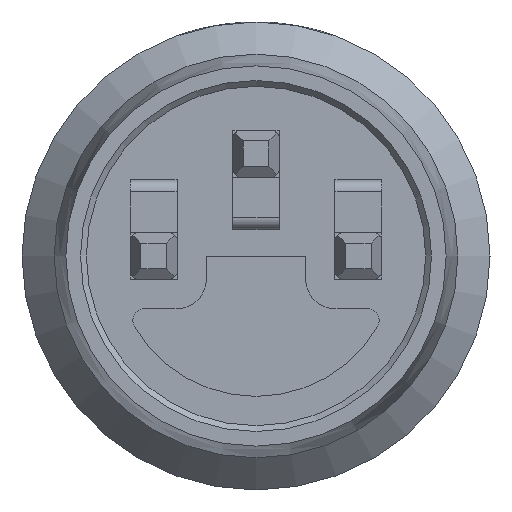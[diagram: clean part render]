
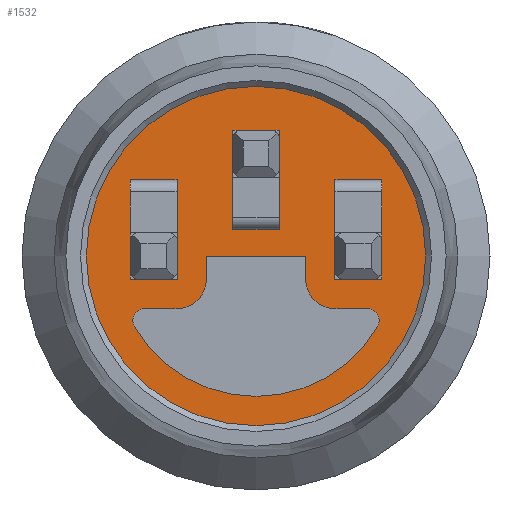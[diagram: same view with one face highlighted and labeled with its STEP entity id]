
A CAD part, left-side view. The second image highlights one B-rep face of the part: STEP entity #1532.
In plain terms, the highlighted planar face has unit normal (-1, 0, 0).
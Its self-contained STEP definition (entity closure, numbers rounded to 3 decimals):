
#85=LINE($,#2289,#234);
#94=LINE($,#2346,#243);
#96=LINE($,#2354,#245);
#97=LINE($,#2362,#246);
#98=LINE($,#2366,#247);
#99=LINE($,#2367,#248);
#100=LINE($,#2370,#249);
#101=LINE($,#2372,#250);
#102=LINE($,#2374,#251);
#103=LINE($,#2375,#252);
#104=LINE($,#2377,#253);
#105=LINE($,#2379,#254);
#106=LINE($,#2380,#255);
#107=LINE($,#2383,#256);
#108=LINE($,#2385,#257);
#109=LINE($,#2387,#258);
#110=LINE($,#2388,#259);
#234=VECTOR($,#1810,1.7);
#243=VECTOR($,#1825,0.4);
#245=VECTOR($,#1833,0.555);
#246=VECTOR($,#1840,0.555);
#247=VECTOR($,#1843,0.4);
#248=VECTOR($,#1844,1.7);
#249=VECTOR($,#1845,1.7);
#250=VECTOR($,#1846,0.8);
#251=VECTOR($,#1847,1.7);
#252=VECTOR($,#1848,0.8);
#253=VECTOR($,#1849,0.8);
#254=VECTOR($,#1850,1.7);
#255=VECTOR($,#1851,0.8);
#256=VECTOR($,#1852,1.7);
#257=VECTOR($,#1853,0.8);
#258=VECTOR($,#1854,1.7);
#259=VECTOR($,#1855,0.8);
#379=FACE_BOUND($,#501,.T.);
#380=FACE_BOUND($,#502,.T.);
#381=FACE_BOUND($,#503,.T.);
#382=FACE_BOUND($,#504,.T.);
#407=FACE_OUTER_BOUND($,#500,.T.);
#500=EDGE_LOOP($,(#1055));
#501=EDGE_LOOP($,(#1056,#1057,#1058,#1059,#1060,#1061,#1062,#1063,#1064,
#1065));
#502=EDGE_LOOP($,(#1066,#1067,#1068,#1069));
#503=EDGE_LOOP($,(#1070,#1071,#1072,#1073));
#504=EDGE_LOOP($,(#1074,#1075,#1076,#1077));
#612=CIRCLE($,#1634,2.9);
#613=CIRCLE($,#1635,0.5);
#614=CIRCLE($,#1636,0.2);
#615=CIRCLE($,#1637,2.4);
#616=CIRCLE($,#1638,0.2);
#617=CIRCLE($,#1639,0.5);
#662=VERTEX_POINT($,#2286);
#663=VERTEX_POINT($,#2288);
#673=VERTEX_POINT($,#2343);
#674=VERTEX_POINT($,#2345);
#675=VERTEX_POINT($,#2349);
#676=VERTEX_POINT($,#2351);
#677=VERTEX_POINT($,#2353);
#678=VERTEX_POINT($,#2355);
#679=VERTEX_POINT($,#2357);
#680=VERTEX_POINT($,#2359);
#681=VERTEX_POINT($,#2361);
#682=VERTEX_POINT($,#2363);
#683=VERTEX_POINT($,#2365);
#684=VERTEX_POINT($,#2368);
#685=VERTEX_POINT($,#2369);
#686=VERTEX_POINT($,#2371);
#687=VERTEX_POINT($,#2373);
#688=VERTEX_POINT($,#2376);
#689=VERTEX_POINT($,#2378);
#690=VERTEX_POINT($,#2381);
#691=VERTEX_POINT($,#2382);
#692=VERTEX_POINT($,#2384);
#693=VERTEX_POINT($,#2386);
#818=EDGE_CURVE($,#662,#663,#85,.T.);
#829=EDGE_CURVE($,#673,#674,#94,.T.);
#831=EDGE_CURVE($,#675,#675,#612,.T.);
#832=EDGE_CURVE($,#673,#676,#613,.T.);
#833=EDGE_CURVE($,#677,#676,#96,.T.);
#834=EDGE_CURVE($,#677,#678,#614,.F.);
#835=EDGE_CURVE($,#679,#678,#615,.T.);
#836=EDGE_CURVE($,#679,#680,#616,.F.);
#837=EDGE_CURVE($,#681,#680,#97,.T.);
#838=EDGE_CURVE($,#681,#682,#617,.T.);
#839=EDGE_CURVE($,#683,#682,#98,.T.);
#840=EDGE_CURVE($,#674,#683,#99,.T.);
#841=EDGE_CURVE($,#684,#685,#100,.T.);
#842=EDGE_CURVE($,#686,#684,#101,.T.);
#843=EDGE_CURVE($,#686,#687,#102,.T.);
#844=EDGE_CURVE($,#685,#687,#103,.T.);
#845=EDGE_CURVE($,#688,#662,#104,.T.);
#846=EDGE_CURVE($,#688,#689,#105,.T.);
#847=EDGE_CURVE($,#663,#689,#106,.T.);
#848=EDGE_CURVE($,#690,#691,#107,.T.);
#849=EDGE_CURVE($,#692,#690,#108,.T.);
#850=EDGE_CURVE($,#692,#693,#109,.T.);
#851=EDGE_CURVE($,#691,#693,#110,.T.);
#1055=ORIENTED_EDGE($,*,*,#831,.T.);
#1056=ORIENTED_EDGE($,*,*,#829,.F.);
#1057=ORIENTED_EDGE($,*,*,#832,.T.);
#1058=ORIENTED_EDGE($,*,*,#833,.F.);
#1059=ORIENTED_EDGE($,*,*,#834,.T.);
#1060=ORIENTED_EDGE($,*,*,#835,.F.);
#1061=ORIENTED_EDGE($,*,*,#836,.T.);
#1062=ORIENTED_EDGE($,*,*,#837,.F.);
#1063=ORIENTED_EDGE($,*,*,#838,.T.);
#1064=ORIENTED_EDGE($,*,*,#839,.F.);
#1065=ORIENTED_EDGE($,*,*,#840,.F.);
#1066=ORIENTED_EDGE($,*,*,#841,.F.);
#1067=ORIENTED_EDGE($,*,*,#842,.F.);
#1068=ORIENTED_EDGE($,*,*,#843,.T.);
#1069=ORIENTED_EDGE($,*,*,#844,.F.);
#1070=ORIENTED_EDGE($,*,*,#818,.F.);
#1071=ORIENTED_EDGE($,*,*,#845,.F.);
#1072=ORIENTED_EDGE($,*,*,#846,.T.);
#1073=ORIENTED_EDGE($,*,*,#847,.F.);
#1074=ORIENTED_EDGE($,*,*,#848,.F.);
#1075=ORIENTED_EDGE($,*,*,#849,.F.);
#1076=ORIENTED_EDGE($,*,*,#850,.T.);
#1077=ORIENTED_EDGE($,*,*,#851,.F.);
#1475=PLANE($,#1633);
#1532=ADVANCED_FACE($,(#407,#379,#380,#381,#382),#1475,.T.);
#1633=AXIS2_PLACEMENT_3D($,#2348,#1827,#1828);
#1634=AXIS2_PLACEMENT_3D($,#2350,#1829,#1830);
#1635=AXIS2_PLACEMENT_3D($,#2352,#1831,#1832);
#1636=AXIS2_PLACEMENT_3D($,#2356,#1834,#1835);
#1637=AXIS2_PLACEMENT_3D($,#2358,#1836,#1837);
#1638=AXIS2_PLACEMENT_3D($,#2360,#1838,#1839);
#1639=AXIS2_PLACEMENT_3D($,#2364,#1841,#1842);
#1810=DIRECTION($,(0.,0.,1.));
#1825=DIRECTION($,(0.,0.,1.));
#1827=DIRECTION('center_axis',(-1.,0.,0.));
#1828=DIRECTION('ref_axis',(0.,1.,0.));
#1829=DIRECTION('center_axis',(-1.,0.,0.));
#1830=DIRECTION('ref_axis',(0.,1.,0.));
#1831=DIRECTION('center_axis',(-1.,0.,0.));
#1832=DIRECTION('ref_axis',(0.,1.,0.));
#1833=DIRECTION($,(0.,1.,0.));
#1834=DIRECTION('center_axis',(-1.,0.,0.));
#1835=DIRECTION('ref_axis',(0.,1.,0.));
#1836=DIRECTION('center_axis',(-1.,0.,0.));
#1837=DIRECTION('ref_axis',(0.,1.,0.));
#1838=DIRECTION('center_axis',(-1.,0.,0.));
#1839=DIRECTION('ref_axis',(0.,1.,0.));
#1840=DIRECTION($,(0.,1.,0.));
#1841=DIRECTION('center_axis',(-1.,0.,0.));
#1842=DIRECTION('ref_axis',(0.,1.,0.));
#1843=DIRECTION($,(0.,0.,-1.));
#1844=DIRECTION($,(0.,1.,0.));
#1845=DIRECTION($,(0.,0.,-1.));
#1846=DIRECTION($,(0.,1.,0.));
#1847=DIRECTION($,(0.,0.,-1.));
#1848=DIRECTION($,(0.,-1.,0.));
#1849=DIRECTION($,(0.,-1.,0.));
#1850=DIRECTION($,(0.,0.,1.));
#1851=DIRECTION($,(0.,1.,0.));
#1852=DIRECTION($,(0.,0.,1.));
#1853=DIRECTION($,(0.,-1.,0.));
#1854=DIRECTION($,(0.,0.,1.));
#1855=DIRECTION($,(0.,1.,0.));
#2286=CARTESIAN_POINT('',(-32.2,-2.15,-0.4));
#2288=CARTESIAN_POINT('',(-32.2,-2.15,1.3));
#2289=CARTESIAN_POINT($,(-32.2,-2.15,0.));
#2343=CARTESIAN_POINT('',(-32.2,-0.85,-0.4));
#2345=CARTESIAN_POINT('',(-32.2,-0.85,0.));
#2346=CARTESIAN_POINT($,(-32.2,-0.85,0.));
#2348=CARTESIAN_POINT('Origin',(-32.2,-3.95,0.));
#2349=CARTESIAN_POINT('',(-32.2,2.9,0.));
#2350=CARTESIAN_POINT('Origin',(-32.2,0.,0.));
#2351=CARTESIAN_POINT('',(-32.2,-1.35,-0.9));
#2352=CARTESIAN_POINT('Origin',(-32.2,-1.35,-0.4));
#2353=CARTESIAN_POINT('',(-32.2,-1.905,-0.9));
#2354=CARTESIAN_POINT($,(-32.2,-0.85,-0.9));
#2355=CARTESIAN_POINT('',(-32.2,-2.078,-1.2));
#2356=CARTESIAN_POINT('Origin',(-32.2,-1.905,-1.1));
#2357=CARTESIAN_POINT('',(-32.2,2.078,-1.2));
#2358=CARTESIAN_POINT('Origin',(-32.2,0.,0.));
#2359=CARTESIAN_POINT('',(-32.2,1.905,-0.9));
#2360=CARTESIAN_POINT('Origin',(-32.2,1.905,-1.1));
#2361=CARTESIAN_POINT('',(-32.2,1.35,-0.9));
#2362=CARTESIAN_POINT($,(-32.2,0.85,-0.9));
#2363=CARTESIAN_POINT('',(-32.2,0.85,-0.4));
#2364=CARTESIAN_POINT('Origin',(-32.2,1.35,-0.4));
#2365=CARTESIAN_POINT('',(-32.2,0.85,0.));
#2366=CARTESIAN_POINT($,(-32.2,0.85,0.));
#2367=CARTESIAN_POINT($,(-32.2,-0.85,0.));
#2368=CARTESIAN_POINT('',(-32.2,0.4,2.15));
#2369=CARTESIAN_POINT('',(-32.2,0.4,0.45));
#2370=CARTESIAN_POINT($,(-32.2,0.4,0.));
#2371=CARTESIAN_POINT('',(-32.2,-0.4,2.15));
#2372=CARTESIAN_POINT($,(-32.2,-3.95,2.15));
#2373=CARTESIAN_POINT('',(-32.2,-0.4,0.45));
#2374=CARTESIAN_POINT($,(-32.2,-0.4,0.));
#2375=CARTESIAN_POINT($,(-32.2,-3.95,0.45));
#2376=CARTESIAN_POINT('',(-32.2,-1.35,-0.4));
#2377=CARTESIAN_POINT($,(-32.2,-3.95,-0.4));
#2378=CARTESIAN_POINT('',(-32.2,-1.35,1.3));
#2379=CARTESIAN_POINT($,(-32.2,-1.35,0.));
#2380=CARTESIAN_POINT($,(-32.2,-3.95,1.3));
#2381=CARTESIAN_POINT('',(-32.2,1.35,-0.4));
#2382=CARTESIAN_POINT('',(-32.2,1.35,1.3));
#2383=CARTESIAN_POINT($,(-32.2,1.35,0.));
#2384=CARTESIAN_POINT('',(-32.2,2.15,-0.4));
#2385=CARTESIAN_POINT($,(-32.2,-3.95,-0.4));
#2386=CARTESIAN_POINT('',(-32.2,2.15,1.3));
#2387=CARTESIAN_POINT($,(-32.2,2.15,0.));
#2388=CARTESIAN_POINT($,(-32.2,-3.95,1.3));
